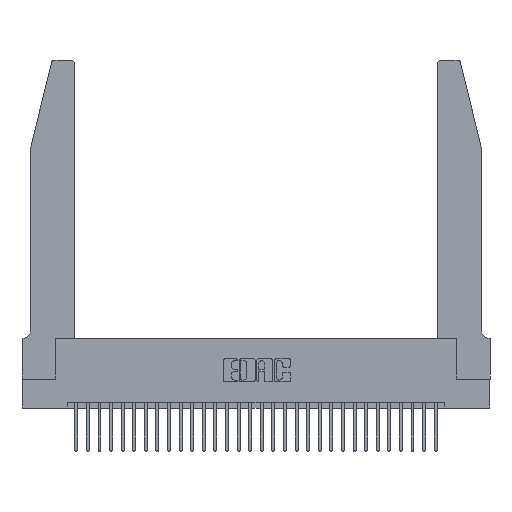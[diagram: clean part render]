
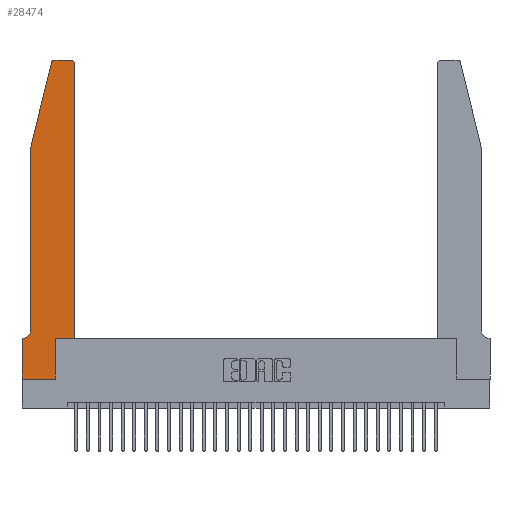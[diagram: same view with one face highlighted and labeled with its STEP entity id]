
A CAD part, top view. The second image highlights one B-rep face of the part: STEP entity #28474.
In plain terms, the highlighted planar face has unit normal (0, 0, 1).
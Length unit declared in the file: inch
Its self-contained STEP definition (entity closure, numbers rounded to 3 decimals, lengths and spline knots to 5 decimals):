
#3 = LINE ( 'NONE', #8247, #13957 ) ;
#270 = LINE ( 'NONE', #30550, #8238 ) ;
#786 = DIRECTION ( 'NONE',  ( -0.239, -0.971, 0. ) ) ;
#853 = VERTEX_POINT ( 'NONE', #2609 ) ;
#1425 = ORIENTED_EDGE ( 'NONE', *, *, #21085, .T. ) ;
#1569 = DIRECTION ( 'NONE',  ( 0., 1., 0. ) ) ;
#1665 = CARTESIAN_POINT ( 'NONE',  ( 0.2605, 2.75, 0.37 ) ) ;
#1885 = VERTEX_POINT ( 'NONE', #25494 ) ;
#1963 = LINE ( 'NONE', #5252, #18942 ) ;
#2126 = AXIS2_PLACEMENT_3D ( 'NONE', #2678, #24789, #5952 ) ;
#2197 = CARTESIAN_POINT ( 'NONE',  ( 0., 0., 0.37 ) ) ;
#2609 = CARTESIAN_POINT ( 'NONE',  ( 0.0755, 2., 0.37 ) ) ;
#2661 = ORIENTED_EDGE ( 'NONE', *, *, #18668, .T. ) ;
#2678 = CARTESIAN_POINT ( 'NONE',  ( 0.284, 2.72, 0.37 ) ) ;
#2862 = EDGE_CURVE ( 'NONE', #17368, #16918, #18132, .T. ) ;
#3372 = AXIS2_PLACEMENT_3D ( 'NONE', #24658, #10297, #8053 ) ;
#3442 = AXIS2_PLACEMENT_3D ( 'NONE', #17534, #24758, #12987 ) ;
#4197 = DIRECTION ( 'NONE',  ( 0., -1., 0. ) ) ;
#4345 = LINE ( 'NONE', #13039, #8916 ) ;
#5252 = CARTESIAN_POINT ( 'NONE',  ( 0., 0., 0.37 ) ) ;
#5349 = CARTESIAN_POINT ( 'NONE',  ( 0.4505, 0.35, 0.37 ) ) ;
#5638 = ORIENTED_EDGE ( 'NONE', *, *, #2862, .T. ) ;
#5952 = DIRECTION ( 'NONE',  ( 1., 0., 0. ) ) ;
#5958 = EDGE_CURVE ( 'NONE', #1885, #9324, #27858, .T. ) ;
#6325 = VERTEX_POINT ( 'NONE', #7908 ) ;
#6344 = CARTESIAN_POINT ( 'NONE',  ( 0.4205, 2.72, 0.37 ) ) ;
#6421 = DIRECTION ( 'NONE',  ( -1., 0., 0. ) ) ;
#6588 = VERTEX_POINT ( 'NONE', #6738 ) ;
#6595 = EDGE_CURVE ( 'NONE', #9324, #6588, #11657, .T. ) ;
#6606 = EDGE_CURVE ( 'NONE', #853, #12699, #15797, .T. ) ;
#6733 = VERTEX_POINT ( 'NONE', #19354 ) ;
#6738 = CARTESIAN_POINT ( 'NONE',  ( 0.284, 2.75, 0.37 ) ) ;
#6979 = VECTOR ( 'NONE', #8095, 39.37008 ) ;
#7220 = ORIENTED_EDGE ( 'NONE', *, *, #5958, .T. ) ;
#7908 = CARTESIAN_POINT ( 'NONE',  ( 0.2865, 0.35, 0.37 ) ) ;
#8053 = DIRECTION ( 'NONE',  ( -1., 0., 0. ) ) ;
#8095 = DIRECTION ( 'NONE',  ( 1., 0., 0. ) ) ;
#8238 = VECTOR ( 'NONE', #1569, 39.37008 ) ;
#8247 = CARTESIAN_POINT ( 'NONE',  ( 0., 0., 0.37 ) ) ;
#8666 = EDGE_CURVE ( 'NONE', #6325, #28909, #16784, .T. ) ;
#8916 = VECTOR ( 'NONE', #786, 39.37008 ) ;
#9275 = EDGE_CURVE ( 'NONE', #12699, #17368, #28093, .T. ) ;
#9324 = VERTEX_POINT ( 'NONE', #24865 ) ;
#9395 = VECTOR ( 'NONE', #4197, 39.37008 ) ;
#9529 = ORIENTED_EDGE ( 'NONE', *, *, #12658, .T. ) ;
#10297 = DIRECTION ( 'NONE',  ( 0., 0., -1. ) ) ;
#10849 = CARTESIAN_POINT ( 'NONE',  ( 0.0755, 0.35, 0.37 ) ) ;
#11397 = EDGE_CURVE ( 'NONE', #11936, #6325, #12544, .T. ) ;
#11657 = LINE ( 'NONE', #1665, #16540 ) ;
#11928 = ORIENTED_EDGE ( 'NONE', *, *, #21158, .T. ) ;
#11936 = VERTEX_POINT ( 'NONE', #17924 ) ;
#12544 = LINE ( 'NONE', #22875, #24504 ) ;
#12658 = EDGE_CURVE ( 'NONE', #28909, #1885, #270, .T. ) ;
#12699 = VERTEX_POINT ( 'NONE', #18025 ) ;
#12987 = DIRECTION ( 'NONE',  ( 1., 0., 0. ) ) ;
#13039 = CARTESIAN_POINT ( 'NONE',  ( 0.0755, 2., 0.37 ) ) ;
#13245 = DIRECTION ( 'NONE',  ( -1., 0., 0. ) ) ;
#13957 = VECTOR ( 'NONE', #20446, 39.37008 ) ;
#14323 = CARTESIAN_POINT ( 'NONE',  ( 0.4505, 0.35, 0.37 ) ) ;
#14738 = VECTOR ( 'NONE', #13245, 39.37008 ) ;
#15498 = CIRCLE ( 'NONE', #2126, 0.03 ) ;
#15797 = LINE ( 'NONE', #18535, #9395 ) ;
#16242 = ORIENTED_EDGE ( 'NONE', *, *, #9275, .T. ) ;
#16540 = VECTOR ( 'NONE', #6421, 39.37008 ) ;
#16558 = EDGE_CURVE ( 'NONE', #19650, #11936, #3, .T. ) ;
#16784 = LINE ( 'NONE', #5349, #6979 ) ;
#16918 = VERTEX_POINT ( 'NONE', #29957 ) ;
#17297 = CARTESIAN_POINT ( 'NONE',  ( 0.0055, 0.35, 0.37 ) ) ;
#17368 = VERTEX_POINT ( 'NONE', #17297 ) ;
#17534 = CARTESIAN_POINT ( 'NONE',  ( 0., 0.35, 0.37 ) ) ;
#17924 = CARTESIAN_POINT ( 'NONE',  ( 0.2865, 0., 0.37 ) ) ;
#18025 = CARTESIAN_POINT ( 'NONE',  ( 0.0755, 0.42, 0.37 ) ) ;
#18042 = DIRECTION ( 'NONE',  ( 0., 1., 0. ) ) ;
#18132 = LINE ( 'NONE', #10849, #14738 ) ;
#18175 = ORIENTED_EDGE ( 'NONE', *, *, #16558, .T. ) ;
#18535 = CARTESIAN_POINT ( 'NONE',  ( 0.0755, 2., 0.37 ) ) ;
#18668 = EDGE_CURVE ( 'NONE', #6588, #6733, #15498, .T. ) ;
#18942 = VECTOR ( 'NONE', #24810, 39.37008 ) ;
#19354 = CARTESIAN_POINT ( 'NONE',  ( 0.25487, 2.72718, 0.37 ) ) ;
#19508 = ORIENTED_EDGE ( 'NONE', *, *, #8666, .T. ) ;
#19650 = VERTEX_POINT ( 'NONE', #2197 ) ;
#20048 = PLANE ( 'NONE',  #3442 ) ;
#20446 = DIRECTION ( 'NONE',  ( 1., 0., 0. ) ) ;
#20989 = DIRECTION ( 'NONE',  ( 0., 0., 1. ) ) ;
#21085 = EDGE_CURVE ( 'NONE', #16918, #19650, #1963, .T. ) ;
#21158 = EDGE_CURVE ( 'NONE', #6733, #853, #4345, .T. ) ;
#22806 = EDGE_LOOP ( 'NONE', ( #22843, #2661, #11928, #29934, #16242, #5638, #1425, #18175, #30914, #19508, #9529, #7220 ) ) ;
#22843 = ORIENTED_EDGE ( 'NONE', *, *, #6595, .T. ) ;
#22875 = CARTESIAN_POINT ( 'NONE',  ( 0.2865, 0.35, 0.37 ) ) ;
#23045 = FACE_OUTER_BOUND ( 'NONE', #22806, .T. ) ;
#23397 = DIRECTION ( 'NONE',  ( 1., 0., 0. ) ) ;
#24504 = VECTOR ( 'NONE', #18042, 39.37008 ) ;
#24658 = CARTESIAN_POINT ( 'NONE',  ( 0.0055, 0.42, 0.37 ) ) ;
#24758 = DIRECTION ( 'NONE',  ( 0., 0., 1. ) ) ;
#24789 = DIRECTION ( 'NONE',  ( 0., 0., 1. ) ) ;
#24810 = DIRECTION ( 'NONE',  ( 0., -1., 0. ) ) ;
#24865 = CARTESIAN_POINT ( 'NONE',  ( 0.4205, 2.75, 0.37 ) ) ;
#25494 = CARTESIAN_POINT ( 'NONE',  ( 0.4505, 2.72, 0.37 ) ) ;
#27377 = AXIS2_PLACEMENT_3D ( 'NONE', #6344, #20989, #23397 ) ;
#27858 = CIRCLE ( 'NONE', #27377, 0.03 ) ;
#28093 = CIRCLE ( 'NONE', #3372, 0.07 ) ;
#28474 = ADVANCED_FACE ( 'NONE', ( #23045 ), #20048, .T. ) ;
#28909 = VERTEX_POINT ( 'NONE', #14323 ) ;
#29934 = ORIENTED_EDGE ( 'NONE', *, *, #6606, .T. ) ;
#29957 = CARTESIAN_POINT ( 'NONE',  ( 0., 0.35, 0.37 ) ) ;
#30550 = CARTESIAN_POINT ( 'NONE',  ( 0.4505, 0.35, 0.37 ) ) ;
#30914 = ORIENTED_EDGE ( 'NONE', *, *, #11397, .T. ) ;
